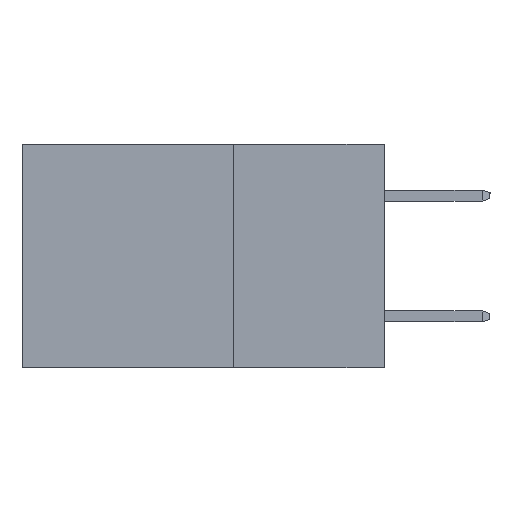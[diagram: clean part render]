
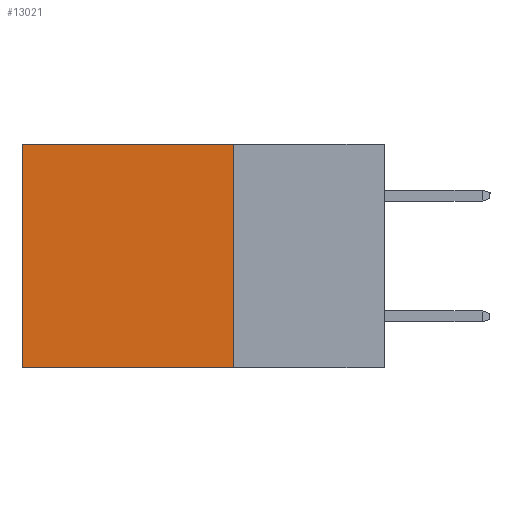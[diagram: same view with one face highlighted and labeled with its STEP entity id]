
A CAD part, left-side view. The second image highlights one B-rep face of the part: STEP entity #13021.
In plain terms, the highlighted planar face has unit normal (-1, 0, 0).
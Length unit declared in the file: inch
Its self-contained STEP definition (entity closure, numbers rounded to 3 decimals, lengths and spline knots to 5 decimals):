
#180 = FACE_OUTER_BOUND ( 'NONE', #19463, .T. ) ;
#616 = LINE ( 'NONE', #6199, #17500 ) ;
#1942 = DIRECTION ( 'NONE',  ( 0., 0., -1. ) ) ;
#1955 = EDGE_CURVE ( 'NONE', #17200, #14273, #8909, .T. ) ;
#3286 = ORIENTED_EDGE ( 'NONE', *, *, #1955, .F. ) ;
#5225 = CARTESIAN_POINT ( 'NONE',  ( 0.2615, 0.25, 0. ) ) ;
#6199 = CARTESIAN_POINT ( 'NONE',  ( 0.2615, 0.25, -0.37 ) ) ;
#7081 = DIRECTION ( 'NONE',  ( 0., 1., 0. ) ) ;
#7234 = VECTOR ( 'NONE', #20119, 39.37008 ) ;
#7726 = CARTESIAN_POINT ( 'NONE',  ( 0.2615, 0.25, -0.37 ) ) ;
#8505 = VERTEX_POINT ( 'NONE', #10176 ) ;
#8730 = CARTESIAN_POINT ( 'NONE',  ( 0.2615, 0.6, -0.37 ) ) ;
#8909 = LINE ( 'NONE', #16609, #19033 ) ;
#10176 = CARTESIAN_POINT ( 'NONE',  ( 0.2615, 0.6, 0. ) ) ;
#10529 = CARTESIAN_POINT ( 'NONE',  ( 0.2615, 0.25, 0. ) ) ;
#12001 = EDGE_CURVE ( 'NONE', #8505, #14273, #24000, .T. ) ;
#12880 = ORIENTED_EDGE ( 'NONE', *, *, #12001, .T. ) ;
#13021 = ADVANCED_FACE ( 'NONE', ( #180 ), #13227, .F. ) ;
#13226 = ORIENTED_EDGE ( 'NONE', *, *, #14621, .T. ) ;
#13227 = PLANE ( 'NONE',  #21959 ) ;
#13666 = DIRECTION ( 'NONE',  ( 0., 0., -1. ) ) ;
#13791 = CARTESIAN_POINT ( 'NONE',  ( 0.2615, 0.25, -0.37 ) ) ;
#14273 = VERTEX_POINT ( 'NONE', #8730 ) ;
#14621 = EDGE_CURVE ( 'NONE', #16928, #8505, #17946, .T. ) ;
#14885 = CARTESIAN_POINT ( 'NONE',  ( 0.2615, 0.6, -0.37 ) ) ;
#15166 = DIRECTION ( 'NONE',  ( 1., 0., 0. ) ) ;
#16609 = CARTESIAN_POINT ( 'NONE',  ( 0.2615, 0.25, -0.37 ) ) ;
#16928 = VERTEX_POINT ( 'NONE', #5225 ) ;
#17200 = VERTEX_POINT ( 'NONE', #13791 ) ;
#17297 = VECTOR ( 'NONE', #1942, 39.37008 ) ;
#17304 = ORIENTED_EDGE ( 'NONE', *, *, #18435, .F. ) ;
#17500 = VECTOR ( 'NONE', #13666, 39.37008 ) ;
#17946 = LINE ( 'NONE', #10529, #7234 ) ;
#18435 = EDGE_CURVE ( 'NONE', #16928, #17200, #616, .T. ) ;
#19033 = VECTOR ( 'NONE', #7081, 39.37008 ) ;
#19463 = EDGE_LOOP ( 'NONE', ( #12880, #3286, #17304, #13226 ) ) ;
#20119 = DIRECTION ( 'NONE',  ( 0., 1., 0. ) ) ;
#20638 = DIRECTION ( 'NONE',  ( 0., 0., -1. ) ) ;
#21959 = AXIS2_PLACEMENT_3D ( 'NONE', #7726, #15166, #20638 ) ;
#24000 = LINE ( 'NONE', #14885, #17297 ) ;
